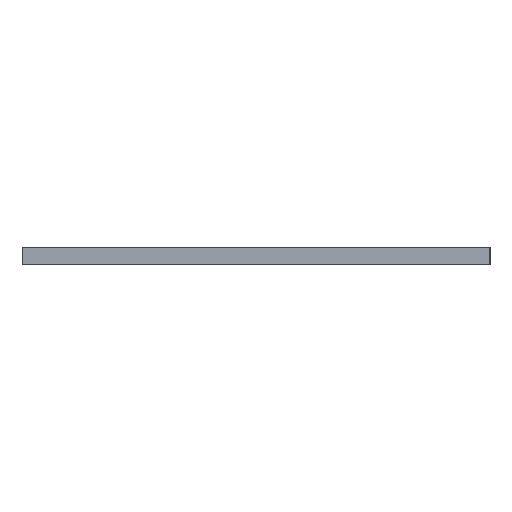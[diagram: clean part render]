
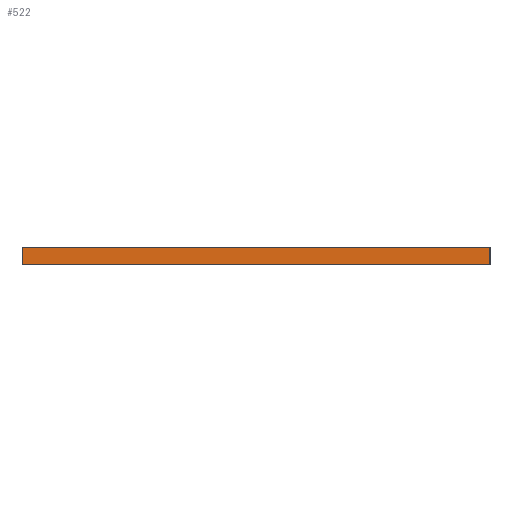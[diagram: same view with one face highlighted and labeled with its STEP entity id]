
A CAD part, left-side view. The second image highlights one B-rep face of the part: STEP entity #522.
In plain terms, the highlighted planar face has unit normal (-1, 0, 0).
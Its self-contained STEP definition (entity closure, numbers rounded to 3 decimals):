
#59 = VECTOR ( 'NONE', #956, 1000. ) ;
#69 = VERTEX_POINT ( 'NONE', #2104 ) ;
#157 = LINE ( 'NONE', #3411, #3427 ) ;
#264 = VECTOR ( 'NONE', #2463, 1000. ) ;
#377 = CARTESIAN_POINT ( 'NONE',  ( 10., 0., 0. ) ) ;
#402 = EDGE_CURVE ( 'NONE', #456, #859, #1114, .T. ) ;
#456 = VERTEX_POINT ( 'NONE', #1376 ) ;
#522 = ADVANCED_FACE ( 'NONE', ( #789 ), #2442, .F. ) ;
#643 = DIRECTION ( 'NONE',  ( 0., 0., 1. ) ) ;
#700 = ORIENTED_EDGE ( 'NONE', *, *, #3371, .F. ) ;
#718 = LINE ( 'NONE', #377, #59 ) ;
#784 = ORIENTED_EDGE ( 'NONE', *, *, #402, .T. ) ;
#789 = FACE_OUTER_BOUND ( 'NONE', #2300, .T. ) ;
#828 = CARTESIAN_POINT ( 'NONE',  ( 10., -90., 3. ) ) ;
#859 = VERTEX_POINT ( 'NONE', #828 ) ;
#956 = DIRECTION ( 'NONE',  ( 0., 1., 0. ) ) ;
#1114 = LINE ( 'NONE', #1607, #264 ) ;
#1177 = LINE ( 'NONE', #2763, #2454 ) ;
#1328 = ORIENTED_EDGE ( 'NONE', *, *, #3237, .T. ) ;
#1376 = CARTESIAN_POINT ( 'NONE',  ( 10., -90., 0. ) ) ;
#1464 = VERTEX_POINT ( 'NONE', #1555 ) ;
#1555 = CARTESIAN_POINT ( 'NONE',  ( 10., -10., 3. ) ) ;
#1607 = CARTESIAN_POINT ( 'NONE',  ( 10., -90., -5. ) ) ;
#2104 = CARTESIAN_POINT ( 'NONE',  ( 10., -10., 0. ) ) ;
#2176 = DIRECTION ( 'NONE',  ( 1., 0., 0. ) ) ;
#2293 = ORIENTED_EDGE ( 'NONE', *, *, #2356, .F. ) ;
#2300 = EDGE_LOOP ( 'NONE', ( #784, #1328, #700, #2293 ) ) ;
#2356 = EDGE_CURVE ( 'NONE', #456, #69, #718, .T. ) ;
#2442 = PLANE ( 'NONE',  #3096 ) ;
#2454 = VECTOR ( 'NONE', #2725, 1000. ) ;
#2463 = DIRECTION ( 'NONE',  ( 0., 0., 1. ) ) ;
#2725 = DIRECTION ( 'NONE',  ( 0., 1., 0. ) ) ;
#2738 = CARTESIAN_POINT ( 'NONE',  ( 10., 0., -5. ) ) ;
#2763 = CARTESIAN_POINT ( 'NONE',  ( 10., 0., 3. ) ) ;
#3096 = AXIS2_PLACEMENT_3D ( 'NONE', #2738, #2176, #3260 ) ;
#3237 = EDGE_CURVE ( 'NONE', #859, #1464, #1177, .T. ) ;
#3260 = DIRECTION ( 'NONE',  ( 0., 0., -1. ) ) ;
#3371 = EDGE_CURVE ( 'NONE', #69, #1464, #157, .T. ) ;
#3411 = CARTESIAN_POINT ( 'NONE',  ( 10., -10., -5. ) ) ;
#3427 = VECTOR ( 'NONE', #643, 1000. ) ;
